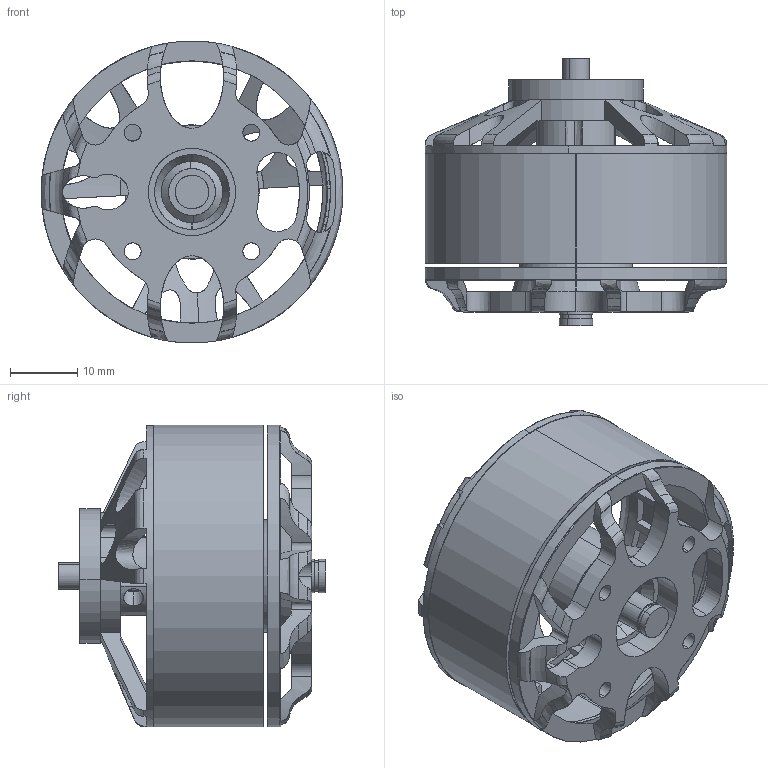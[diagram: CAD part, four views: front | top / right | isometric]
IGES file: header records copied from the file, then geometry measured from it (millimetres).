
Start section: SolidWorks IGES file using analytic representation for surfaces
Global section: file name: MG4014_Industrial.IGS; native system: SolidWorks 2017; preprocessor: SolidWorks 2017; author: OEM; date: 200724.130159; units: millimetre
Bounding box: 45 x 39.9 x 45 mm (x, y, z)
Surface area: 15486.8 mm2 (no closed solid volume)
Topology: 0 solids, 0 shells, 371 faces, 6133 edges, 6133 vertices
Faces by surface type: bspline 206, revolution 165
